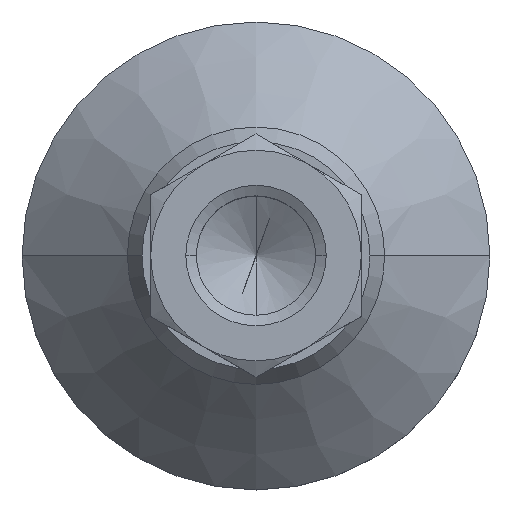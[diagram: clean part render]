
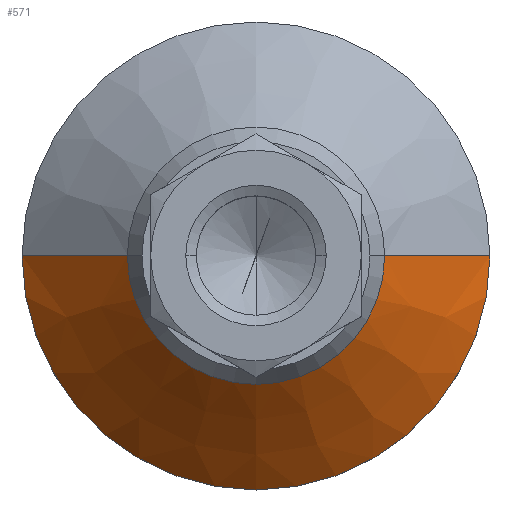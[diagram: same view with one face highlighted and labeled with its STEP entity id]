
A CAD part, top view. The second image highlights one B-rep face of the part: STEP entity #571.
In plain terms, the highlighted conical face has half-angle 45 degrees and reference radius 15.5 mm.
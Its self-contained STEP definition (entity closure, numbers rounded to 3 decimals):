
#287=EDGE_CURVE('',#357,#313,#711,.T.);
#313=VERTEX_POINT('',#738);
#347=VERTEX_POINT('',#774);
#357=VERTEX_POINT('',#785);
#363=EDGE_CURVE('',#347,#369,#792,.T.);
#369=VERTEX_POINT('',#800);
#551=EDGE_CURVE('',#357,#369,#1007,.T.);
#571=ADVANCED_FACE('',(#1029),#1030,.T.);
#615=EDGE_CURVE('',#313,#347,#1081,.T.);
#711=LINE('',#1182,#1183);
#738=CARTESIAN_POINT('',(11.,0.,15.));
#774=CARTESIAN_POINT('',(-11.,0.,15.));
#785=CARTESIAN_POINT('',(20.0,0.,6.));
#792=LINE('',#1331,#1332);
#800=CARTESIAN_POINT('',(-20.0,0.,6.));
#1007=CIRCLE('',#1714,20.0);
#1029=FACE_OUTER_BOUND('',#1747,.T.);
#1030=CONICAL_SURFACE('',#1748,15.5,0.785);
#1081=CIRCLE('',#1860,11.);
#1182=CARTESIAN_POINT('',(15.5,0.,10.5));
#1183=VECTOR('',#1955,1.0);
#1331=CARTESIAN_POINT('',(-15.5,0.,10.5));
#1332=VECTOR('',#2044,1.0);
#1714=AXIS2_PLACEMENT_3D('',#2310,#2311,#2312);
#1747=EDGE_LOOP('',(#2335,#2336,#2337,#2338));
#1748=AXIS2_PLACEMENT_3D('',#2339,#2340,#2341);
#1860=AXIS2_PLACEMENT_3D('',#2401,#2402,#2403);
#1955=DIRECTION('',(-0.707,0.,0.707));
#2044=DIRECTION('',(-0.707,0.,-0.707));
#2310=CARTESIAN_POINT('',(0.0,0.,6.));
#2311=DIRECTION('',(-0.0,0.0,-1.0));
#2312=DIRECTION('',(-1.0,0.,0.0));
#2335=ORIENTED_EDGE('',*,*,#363,.T.);
#2336=ORIENTED_EDGE('',*,*,#551,.F.);
#2337=ORIENTED_EDGE('',*,*,#287,.T.);
#2338=ORIENTED_EDGE('',*,*,#615,.T.);
#2339=CARTESIAN_POINT('',(0.0,0.,10.5));
#2340=DIRECTION('',(-0.0,-0.0,-1.0));
#2341=DIRECTION('',(-1.0,0.,0.0));
#2401=CARTESIAN_POINT('',(0.0,0.,15.));
#2402=DIRECTION('',(-0.0,0.0,-1.0));
#2403=DIRECTION('',(-1.0,0.,0.0));
